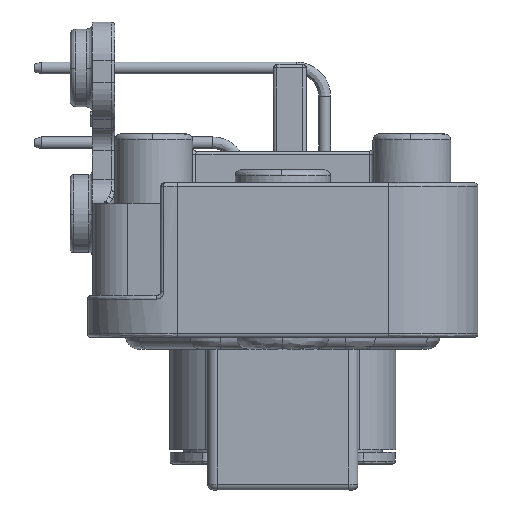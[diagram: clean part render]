
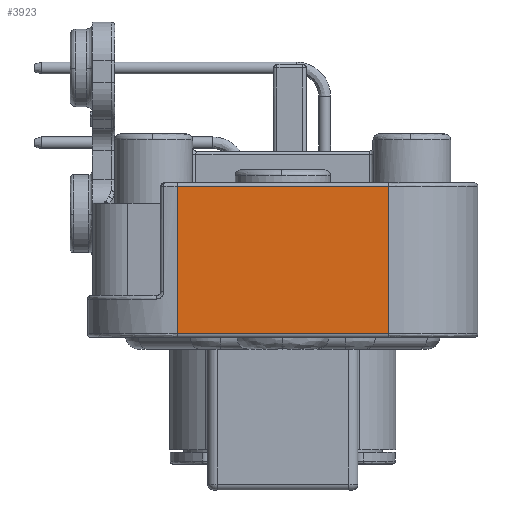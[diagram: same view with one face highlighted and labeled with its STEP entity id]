
A CAD part, front view. The second image highlights one B-rep face of the part: STEP entity #3923.
In plain terms, the highlighted planar face has unit normal (0, -1, 0).
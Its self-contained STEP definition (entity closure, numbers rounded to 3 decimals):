
#545 = EDGE_CURVE ( 'NONE', #10056, #9442, #18892, .T. ) ;
#1641 = DIRECTION ( 'NONE',  ( 1., 0., 0. ) ) ;
#1951 = CARTESIAN_POINT ( 'NONE',  ( -9.041, -21.68, 22.35 ) ) ;
#3223 = EDGE_CURVE ( 'NONE', #10056, #25749, #26519, .T. ) ;
#3293 = ORIENTED_EDGE ( 'NONE', *, *, #5880, .F. ) ;
#3869 = ORIENTED_EDGE ( 'NONE', *, *, #10450, .T. ) ;
#3923 = ADVANCED_FACE ( 'NONE', ( #10236 ), #4220, .T. ) ;
#4220 = PLANE ( 'NONE',  #23233 ) ;
#5880 = EDGE_CURVE ( 'NONE', #9442, #18436, #31758, .T. ) ;
#9442 = VERTEX_POINT ( 'NONE', #24052 ) ;
#9752 = VECTOR ( 'NONE', #12001, 1000. ) ;
#10056 = VERTEX_POINT ( 'NONE', #30579 ) ;
#10236 = FACE_OUTER_BOUND ( 'NONE', #15495, .T. ) ;
#10450 = EDGE_CURVE ( 'NONE', #25749, #18436, #13972, .T. ) ;
#12001 = DIRECTION ( 'NONE',  ( 0., 0., -1. ) ) ;
#13639 = CARTESIAN_POINT ( 'NONE',  ( -16.55, -21.68, 9.85 ) ) ;
#13972 = LINE ( 'NONE', #13639, #14811 ) ;
#14269 = CARTESIAN_POINT ( 'NONE',  ( 8.95, -21.68, 56.739 ) ) ;
#14811 = VECTOR ( 'NONE', #16783, 1000. ) ;
#15495 = EDGE_LOOP ( 'NONE', ( #3293, #21680, #16676, #3869 ) ) ;
#16510 = CARTESIAN_POINT ( 'NONE',  ( -16.55, -21.68, 22.65 ) ) ;
#16676 = ORIENTED_EDGE ( 'NONE', *, *, #3223, .T. ) ;
#16783 = DIRECTION ( 'NONE',  ( 1., 0., 0. ) ) ;
#17061 = DIRECTION ( 'NONE',  ( 0., -1., 0. ) ) ;
#17593 = VECTOR ( 'NONE', #26729, 1000. ) ;
#18436 = VERTEX_POINT ( 'NONE', #31603 ) ;
#18892 = LINE ( 'NONE', #1951, #31639 ) ;
#21680 = ORIENTED_EDGE ( 'NONE', *, *, #545, .F. ) ;
#23233 = AXIS2_PLACEMENT_3D ( 'NONE', #16510, #17061, #24635 ) ;
#24052 = CARTESIAN_POINT ( 'NONE',  ( 8.95, -21.68, 22.35 ) ) ;
#24635 = DIRECTION ( 'NONE',  ( 0., 0., -1. ) ) ;
#25749 = VERTEX_POINT ( 'NONE', #31388 ) ;
#26519 = LINE ( 'NONE', #26828, #17593 ) ;
#26729 = DIRECTION ( 'NONE',  ( 0., 0., -1. ) ) ;
#26828 = CARTESIAN_POINT ( 'NONE',  ( -8.95, -21.68, 22.65 ) ) ;
#30579 = CARTESIAN_POINT ( 'NONE',  ( -8.95, -21.68, 22.35 ) ) ;
#31388 = CARTESIAN_POINT ( 'NONE',  ( -8.95, -21.68, 9.85 ) ) ;
#31603 = CARTESIAN_POINT ( 'NONE',  ( 8.95, -21.68, 9.85 ) ) ;
#31639 = VECTOR ( 'NONE', #1641, 1000. ) ;
#31758 = LINE ( 'NONE', #14269, #9752 ) ;
